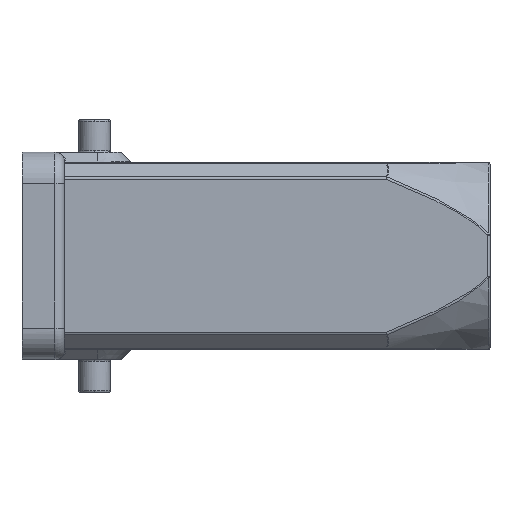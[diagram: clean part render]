
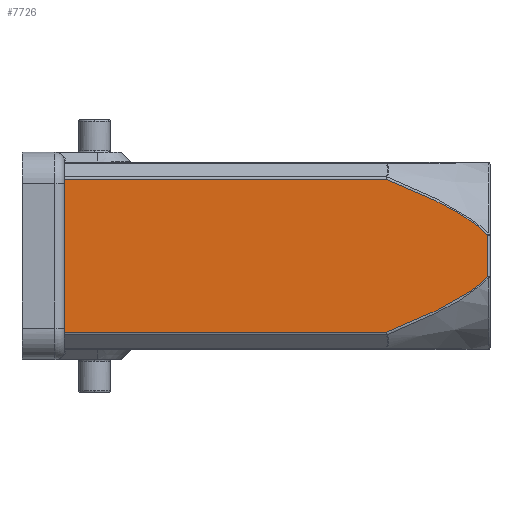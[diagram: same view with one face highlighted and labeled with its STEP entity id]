
A CAD part, top view. The second image highlights one B-rep face of the part: STEP entity #7726.
In plain terms, the highlighted planar face has unit normal (0, 0, 1).
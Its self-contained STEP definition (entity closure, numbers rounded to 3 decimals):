
#453=DIRECTION('',(0.,1.,0.));
#454=VECTOR('',#453,19.586);
#455=CARTESIAN_POINT('',(-0.042,-9.793,12.));
#456=LINE('',#455,#454);
#1182=DIRECTION('',(0.,-1.,0.));
#1183=VECTOR('',#1182,5.267);
#1184=CARTESIAN_POINT('',(54.25,2.633,12.));
#1185=LINE('',#1184,#1183);
#1251=CARTESIAN_POINT('',(54.25,2.633,12.));
#1252=CARTESIAN_POINT('',(53.853,3.086,12.));
#1253=CARTESIAN_POINT('',(52.943,3.908,12.));
#1254=CARTESIAN_POINT('',(51.416,4.975,12.));
#1255=CARTESIAN_POINT('',(49.795,5.931,12.));
#1256=CARTESIAN_POINT('',(47.564,7.097,12.));
#1257=CARTESIAN_POINT('',(44.717,8.396,12.));
#1258=CARTESIAN_POINT('',(42.408,9.338,12.));
#1259=CARTESIAN_POINT('',(41.247,9.793,12.));
#1261=CARTESIAN_POINT('',(41.247,-9.793,12.));
#1262=CARTESIAN_POINT('',(42.407,-9.338,12.));
#1263=CARTESIAN_POINT('',(44.715,-8.397,12.));
#1264=CARTESIAN_POINT('',(48.122,-6.841,12.));
#1265=CARTESIAN_POINT('',(50.901,-5.333,12.));
#1266=CARTESIAN_POINT('',(52.93,-3.918,12.));
#1267=CARTESIAN_POINT('',(53.851,-3.088,12.));
#1268=CARTESIAN_POINT('',(54.25,-2.633,12.));
#1280=CARTESIAN_POINT('',(41.247,9.793,12.));
#1295=DIRECTION('',(1.,0.,0.));
#1296=VECTOR('',#1295,41.289);
#1297=CARTESIAN_POINT('',(-0.042,9.793,12.));
#1298=LINE('',#1297,#1296);
#1376=CARTESIAN_POINT('',(-0.042,-9.793,12.));
#1381=DIRECTION('',(-1.,0.,0.));
#1382=VECTOR('',#1381,41.289);
#1383=CARTESIAN_POINT('',(41.247,-9.793,12.));
#1384=LINE('',#1383,#1382);
#5560=CARTESIAN_POINT('',(54.25,2.633,12.));
#5561=VERTEX_POINT('',#5560);
#5562=CARTESIAN_POINT('',(54.25,-2.633,12.));
#5563=VERTEX_POINT('',#5562);
#5568=VERTEX_POINT('',#1280);
#5590=CARTESIAN_POINT('',(41.247,-9.793,12.));
#5592=VERTEX_POINT('',#5590);
#5820=VERTEX_POINT('',#1376);
#5821=CARTESIAN_POINT('',(-0.042,9.793,12.));
#5822=VERTEX_POINT('',#5821);
#7710=CARTESIAN_POINT('',(0.,12.,12.));
#7711=DIRECTION('',(0.,0.,1.));
#7712=DIRECTION('',(0.,-1.,0.));
#7713=AXIS2_PLACEMENT_3D('',#7710,#7711,#7712);
#7714=PLANE('',#7713);
#7716=ORIENTED_EDGE('',*,*,#7715,.F.);
#7717=ORIENTED_EDGE('',*,*,#7540,.T.);
#7718=ORIENTED_EDGE('',*,*,#7705,.F.);
#7720=ORIENTED_EDGE('',*,*,#7719,.T.);
#7721=ORIENTED_EDGE('',*,*,#6466,.T.);
#7723=ORIENTED_EDGE('',*,*,#7722,.T.);
#7724=EDGE_LOOP('',(#7716,#7717,#7718,#7720,#7721,#7723));
#7725=FACE_OUTER_BOUND('',#7724,.F.);
#7726=ADVANCED_FACE('',(#7725),#7714,.T.);
#1260=B_SPLINE_CURVE_WITH_KNOTS('',3,(#1251,#1252,#1253,#1254,#1255,#1256,#1257,
#1258,#1259),.UNSPECIFIED.,.F.,.F.,(4,1,1,1,1,1,4),(0.,0.12,
0.246,0.371,0.497,0.749,1.),
.UNSPECIFIED.);
#1269=B_SPLINE_CURVE_WITH_KNOTS('',3,(#1261,#1262,#1263,#1264,#1265,#1266,#1267,
#1268),.UNSPECIFIED.,.F.,.F.,(4,1,1,1,1,4),(0.,0.251,
0.503,0.754,0.88,1.),.UNSPECIFIED.);
#6466=EDGE_CURVE('',#5820,#5822,#456,.T.);
#7540=EDGE_CURVE('',#5561,#5563,#1185,.T.);
#7705=EDGE_CURVE('',#5592,#5563,#1269,.T.);
#7715=EDGE_CURVE('',#5561,#5568,#1260,.T.);
#7719=EDGE_CURVE('',#5592,#5820,#1384,.T.);
#7722=EDGE_CURVE('',#5822,#5568,#1298,.T.);
